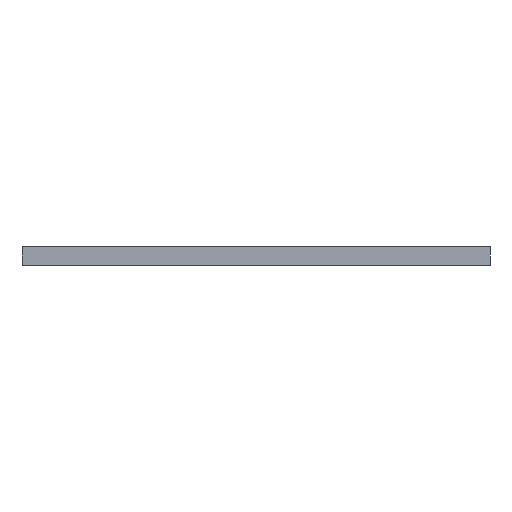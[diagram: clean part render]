
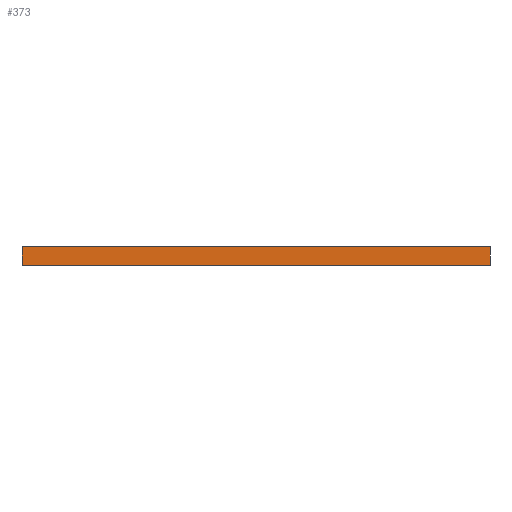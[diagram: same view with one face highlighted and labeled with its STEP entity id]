
A CAD part, front view. The second image highlights one B-rep face of the part: STEP entity #373.
In plain terms, the highlighted planar face has unit normal (0, -1, 0).
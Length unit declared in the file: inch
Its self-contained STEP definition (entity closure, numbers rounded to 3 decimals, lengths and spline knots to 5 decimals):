
#37 = DIRECTION ( 'NONE',  ( 0., 1., 0. ) ) ;
#121 = CARTESIAN_POINT ( 'NONE',  ( 0.99409, -2.52953, 0.07874 ) ) ;
#132 = DIRECTION ( 'NONE',  ( 1., 0., 0. ) ) ;
#139 = CARTESIAN_POINT ( 'NONE',  ( 0.99409, -2.52953, 0. ) ) ;
#143 = AXIS2_PLACEMENT_3D ( 'NONE', #390, #37, #582 ) ;
#194 = CARTESIAN_POINT ( 'NONE',  ( -0.99409, -2.52953, 0.07874 ) ) ;
#196 = EDGE_CURVE ( 'NONE', #532, #217, #269, .T. ) ;
#217 = VERTEX_POINT ( 'NONE', #139 ) ;
#268 = ORIENTED_EDGE ( 'NONE', *, *, #505, .F. ) ;
#269 = LINE ( 'NONE', #480, #713 ) ;
#292 = EDGE_CURVE ( 'NONE', #359, #217, #711, .T. ) ;
#304 = CARTESIAN_POINT ( 'NONE',  ( -0.99409, -2.52953, 0. ) ) ;
#326 = VECTOR ( 'NONE', #752, 39.37008 ) ;
#345 = LINE ( 'NONE', #194, #870 ) ;
#353 = LINE ( 'NONE', #811, #326 ) ;
#359 = VERTEX_POINT ( 'NONE', #461 ) ;
#373 = ADVANCED_FACE ( 'NONE', ( #517 ), #787, .F. ) ;
#380 = EDGE_LOOP ( 'NONE', ( #465, #583, #268, #819 ) ) ;
#387 = VERTEX_POINT ( 'NONE', #664 ) ;
#390 = CARTESIAN_POINT ( 'NONE',  ( -0.99409, -2.52953, 0.07874 ) ) ;
#461 = CARTESIAN_POINT ( 'NONE',  ( -0.99409, -2.52953, 0. ) ) ;
#465 = ORIENTED_EDGE ( 'NONE', *, *, #292, .T. ) ;
#480 = CARTESIAN_POINT ( 'NONE',  ( 0.99409, -2.52953, 0.07874 ) ) ;
#485 = VECTOR ( 'NONE', #570, 39.37008 ) ;
#498 = EDGE_CURVE ( 'NONE', #387, #359, #353, .T. ) ;
#505 = EDGE_CURVE ( 'NONE', #387, #532, #345, .T. ) ;
#517 = FACE_OUTER_BOUND ( 'NONE', #380, .T. ) ;
#532 = VERTEX_POINT ( 'NONE', #121 ) ;
#570 = DIRECTION ( 'NONE',  ( 1., 0., 0. ) ) ;
#582 = DIRECTION ( 'NONE',  ( 0., 0., 1. ) ) ;
#583 = ORIENTED_EDGE ( 'NONE', *, *, #196, .F. ) ;
#618 = DIRECTION ( 'NONE',  ( 0., 0., -1. ) ) ;
#664 = CARTESIAN_POINT ( 'NONE',  ( -0.99409, -2.52953, 0.07874 ) ) ;
#711 = LINE ( 'NONE', #304, #485 ) ;
#713 = VECTOR ( 'NONE', #618, 39.37008 ) ;
#752 = DIRECTION ( 'NONE',  ( 0., 0., -1. ) ) ;
#787 = PLANE ( 'NONE',  #143 ) ;
#811 = CARTESIAN_POINT ( 'NONE',  ( -0.99409, -2.52953, 0.07874 ) ) ;
#819 = ORIENTED_EDGE ( 'NONE', *, *, #498, .T. ) ;
#870 = VECTOR ( 'NONE', #132, 39.37008 ) ;
